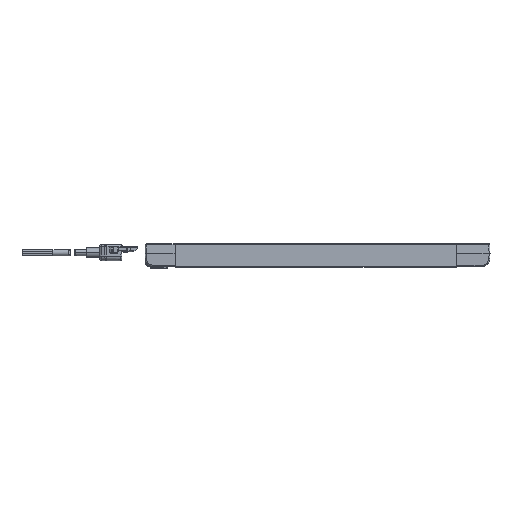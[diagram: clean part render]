
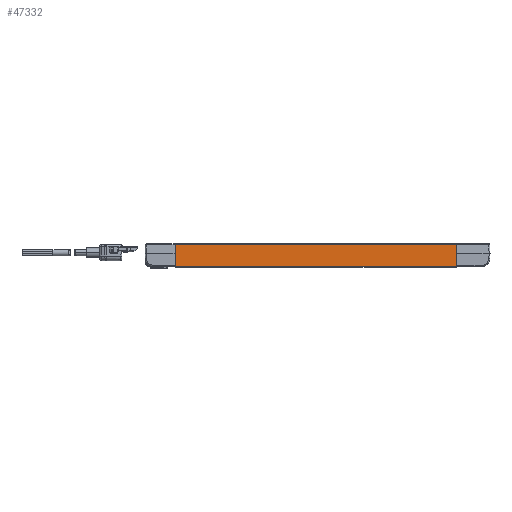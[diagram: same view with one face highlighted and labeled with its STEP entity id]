
A CAD part, front view. The second image highlights one B-rep face of the part: STEP entity #47332.
In plain terms, the highlighted planar face has unit normal (0, -1, 0).
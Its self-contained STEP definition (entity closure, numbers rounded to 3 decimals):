
#2001 = CARTESIAN_POINT ( 'NONE',  ( -192.461, -270.968, -15.353 ) ) ;
#3548 = CARTESIAN_POINT ( 'NONE',  ( -192.461, -270.968, -24.219 ) ) ;
#6822 = EDGE_CURVE ( 'NONE', #41144, #14796, #56865, .T. ) ;
#11415 = VERTEX_POINT ( 'NONE', #20931 ) ;
#12813 = DIRECTION ( 'NONE',  ( 0., 1., 0. ) ) ;
#13237 = ORIENTED_EDGE ( 'NONE', *, *, #6822, .T. ) ;
#14179 = DIRECTION ( 'NONE',  ( 0., 0., 1. ) ) ;
#14796 = VERTEX_POINT ( 'NONE', #81196 ) ;
#17220 = VECTOR ( 'NONE', #14179, 1000. ) ;
#17332 = DIRECTION ( 'NONE',  ( 0., 0., 1. ) ) ;
#17759 = DIRECTION ( 'NONE',  ( 1., 0., 0. ) ) ;
#19953 = EDGE_LOOP ( 'NONE', ( #63973, #13237, #81491, #54804 ) ) ;
#20931 = CARTESIAN_POINT ( 'NONE',  ( -192.461, -270.968, -15.353 ) ) ;
#23526 = LINE ( 'NONE', #2001, #89735 ) ;
#26863 = VERTEX_POINT ( 'NONE', #28775 ) ;
#28775 = CARTESIAN_POINT ( 'NONE',  ( -76.995, -270.968, -15.353 ) ) ;
#36885 = EDGE_CURVE ( 'NONE', #11415, #26863, #23526, .T. ) ;
#37522 = AXIS2_PLACEMENT_3D ( 'NONE', #54302, #12813, #39747 ) ;
#39747 = DIRECTION ( 'NONE',  ( -1., 0., 0. ) ) ;
#40332 = PLANE ( 'NONE',  #37522 ) ;
#41144 = VERTEX_POINT ( 'NONE', #57047 ) ;
#47332 = ADVANCED_FACE ( 'NONE', ( #72642 ), #40332, .F. ) ;
#48829 = LINE ( 'NONE', #86445, #70537 ) ;
#50461 = EDGE_CURVE ( 'NONE', #41144, #11415, #62717, .T. ) ;
#54302 = CARTESIAN_POINT ( 'NONE',  ( -192.461, -270.968, -15.353 ) ) ;
#54804 = ORIENTED_EDGE ( 'NONE', *, *, #36885, .F. ) ;
#56865 = LINE ( 'NONE', #3548, #87307 ) ;
#57047 = CARTESIAN_POINT ( 'NONE',  ( -192.461, -270.968, -24.219 ) ) ;
#62717 = LINE ( 'NONE', #76283, #17220 ) ;
#63973 = ORIENTED_EDGE ( 'NONE', *, *, #50461, .F. ) ;
#64673 = DIRECTION ( 'NONE',  ( 1., 0., 0. ) ) ;
#67878 = EDGE_CURVE ( 'NONE', #14796, #26863, #48829, .T. ) ;
#70537 = VECTOR ( 'NONE', #17332, 1000. ) ;
#72642 = FACE_OUTER_BOUND ( 'NONE', #19953, .T. ) ;
#76283 = CARTESIAN_POINT ( 'NONE',  ( -192.461, -270.968, -15.353 ) ) ;
#81196 = CARTESIAN_POINT ( 'NONE',  ( -76.995, -270.968, -24.219 ) ) ;
#81491 = ORIENTED_EDGE ( 'NONE', *, *, #67878, .T. ) ;
#86445 = CARTESIAN_POINT ( 'NONE',  ( -76.995, -270.968, -14.972 ) ) ;
#87307 = VECTOR ( 'NONE', #17759, 1000. ) ;
#89735 = VECTOR ( 'NONE', #64673, 1000. ) ;
